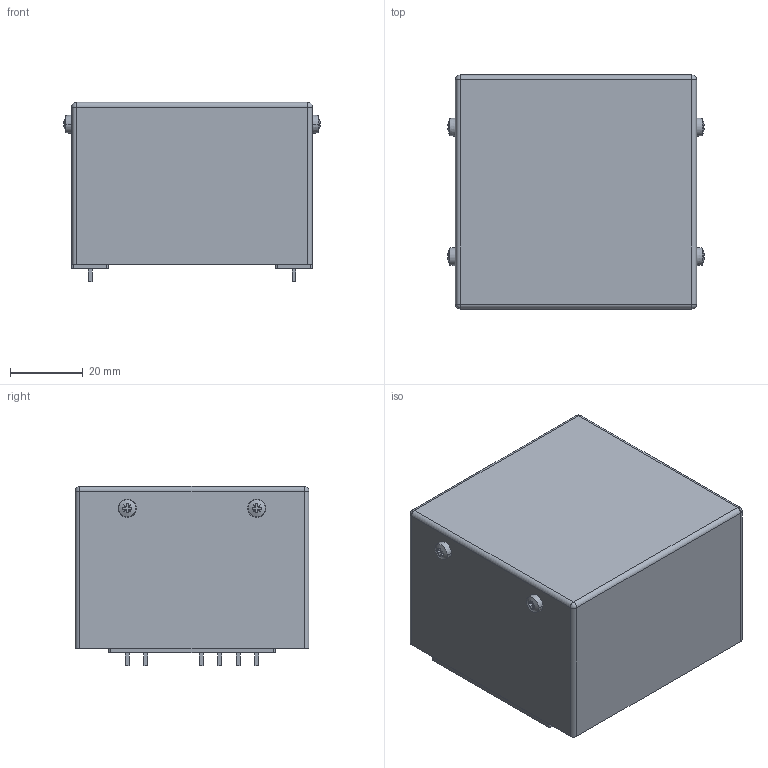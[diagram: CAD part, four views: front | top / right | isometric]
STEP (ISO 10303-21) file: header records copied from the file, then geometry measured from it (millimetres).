
FILE_DESCRIPTION((''),'2;1');
FILE_NAME('SENS_LEM_ITN 12-P.stp','2015-10-08T10:50:20',(''),(''),'Mechanical Desktop 2011','Mechanical Desktop 2011',', , ');
FILE_SCHEMA(('AUTOMOTIVE_DESIGN { 1 2 10303 214 1 1 1 1 }'));
Length unit declared in the file: millimetre
Products named in the file (1): Product
Bounding box: 70.38 x 64.2 x 49.2 mm (x, y, z)
Volume: 190240.4 mm3; surface area: 22420.5 mm2
Topology: 15 solids, 15 shells, 186 faces, 444 edges, 292 vertices
Faces by surface type: bspline 100, plane 62, cylinder 16, cone 4, sphere 4
Entity records: 5486 total; most frequent: CARTESIAN_POINT 1299, ORIENTED_EDGE 888, DIRECTION 746, EDGE_CURVE 444, VECTOR 316, LINE 316, VERTEX_POINT 292, AXIS2_PLACEMENT_3D 215
